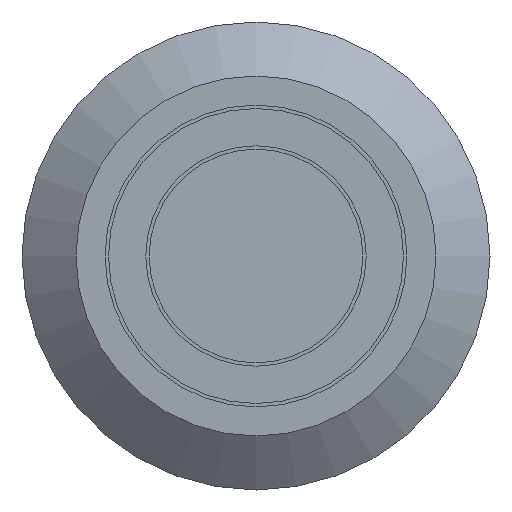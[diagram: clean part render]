
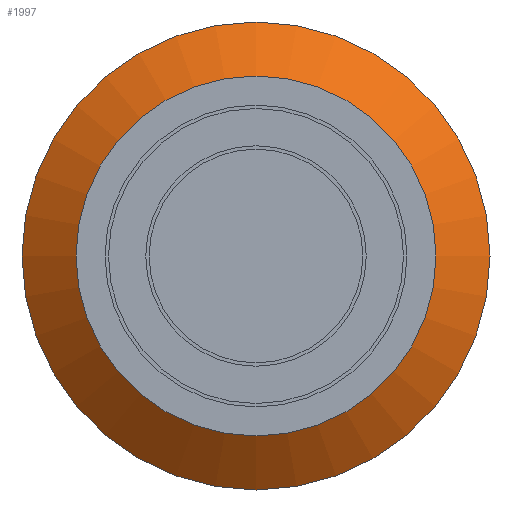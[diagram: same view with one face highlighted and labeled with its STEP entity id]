
A CAD part, left-side view. The second image highlights one B-rep face of the part: STEP entity #1997.
In plain terms, the highlighted conical face has half-angle 53 degrees and reference radius 6.9 mm.
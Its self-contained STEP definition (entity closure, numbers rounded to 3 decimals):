
#84=CONICAL_SURFACE('',#2175,6.9,0.925);
#183=FACE_OUTER_BOUND('',#305,.T.);
#305=EDGE_LOOP('',(#1629,#1630,#1631,#1632,#1633));
#362=CIRCLE('',#2174,5.308);
#363=CIRCLE('',#2176,6.9);
#364=CIRCLE('',#2177,6.9);
#576=LINE('',#4210,#717);
#717=VECTOR('',#2623,6.9);
#899=VERTEX_POINT('',#4203);
#900=VERTEX_POINT('',#4206);
#901=VERTEX_POINT('',#4207);
#1170=EDGE_CURVE('',#899,#899,#362,.T.);
#1171=EDGE_CURVE('',#900,#901,#363,.T.);
#1172=EDGE_CURVE('',#901,#900,#364,.T.);
#1173=EDGE_CURVE('',#900,#899,#576,.T.);
#1629=ORIENTED_EDGE('',*,*,#1171,.T.);
#1630=ORIENTED_EDGE('',*,*,#1172,.T.);
#1631=ORIENTED_EDGE('',*,*,#1173,.T.);
#1632=ORIENTED_EDGE('',*,*,#1170,.F.);
#1633=ORIENTED_EDGE('',*,*,#1173,.F.);
#1997=ADVANCED_FACE('',(#183),#84,.T.);
#2174=AXIS2_PLACEMENT_3D('',#4204,#2615,#2616);
#2175=AXIS2_PLACEMENT_3D('',#4205,#2617,#2618);
#2176=AXIS2_PLACEMENT_3D('',#4208,#2619,#2620);
#2177=AXIS2_PLACEMENT_3D('',#4209,#2621,#2622);
#2615=DIRECTION('center_axis',(-1.,0.,0.));
#2616=DIRECTION('ref_axis',(0.,0.,1.));
#2617=DIRECTION('center_axis',(1.,0.,0.));
#2618=DIRECTION('ref_axis',(0.,0.,-1.));
#2619=DIRECTION('center_axis',(-1.,0.,0.));
#2620=DIRECTION('ref_axis',(0.,0.,1.));
#2621=DIRECTION('center_axis',(-1.,0.,0.));
#2622=DIRECTION('ref_axis',(0.,0.,1.));
#2623=DIRECTION('',(-0.602,0.,-0.799));
#4203=CARTESIAN_POINT('',(-2.5,0.,5.308));
#4204=CARTESIAN_POINT('Origin',(-2.5,0.,0.));
#4205=CARTESIAN_POINT('Origin',(-1.3,0.,0.));
#4206=CARTESIAN_POINT('',(-1.3,0.,6.9));
#4207=CARTESIAN_POINT('',(-1.3,0.,-6.9));
#4208=CARTESIAN_POINT('Origin',(-1.3,0.,0.));
#4209=CARTESIAN_POINT('Origin',(-1.3,0.,0.));
#4210=CARTESIAN_POINT('',(-1.3,0.,6.9));
